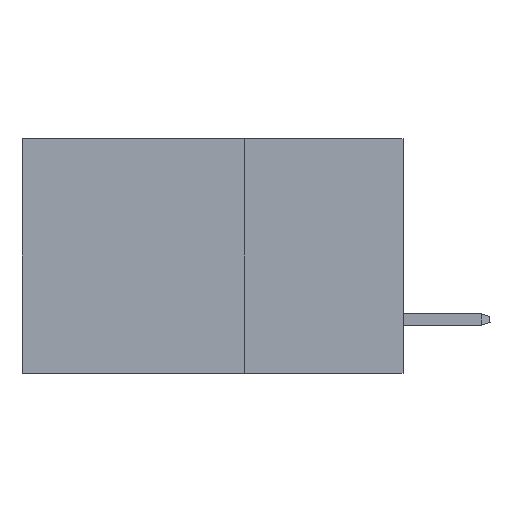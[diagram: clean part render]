
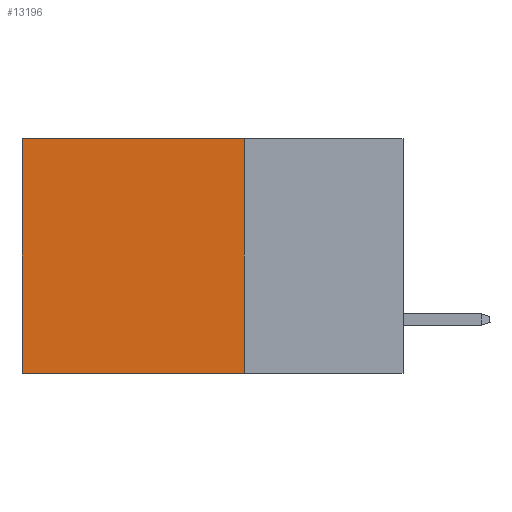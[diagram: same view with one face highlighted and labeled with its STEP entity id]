
A CAD part, left-side view. The second image highlights one B-rep face of the part: STEP entity #13196.
In plain terms, the highlighted planar face has unit normal (-1, 0, 0).
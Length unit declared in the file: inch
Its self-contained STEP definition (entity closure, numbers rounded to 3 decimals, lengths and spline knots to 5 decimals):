
#47 = DIRECTION ( 'NONE',  ( 0., 0., -1. ) ) ;
#246 = CARTESIAN_POINT ( 'NONE',  ( 0.2875, 0.25, 0. ) ) ;
#1471 = VECTOR ( 'NONE', #9234, 39.37008 ) ;
#2064 = AXIS2_PLACEMENT_3D ( 'NONE', #21206, #17793, #22837 ) ;
#2281 = ORIENTED_EDGE ( 'NONE', *, *, #4554, .F. ) ;
#2395 = EDGE_CURVE ( 'NONE', #20743, #8071, #18655, .T. ) ;
#3141 = PLANE ( 'NONE',  #2064 ) ;
#4257 = VECTOR ( 'NONE', #47, 39.37008 ) ;
#4554 = EDGE_CURVE ( 'NONE', #10124, #8071, #10967, .T. ) ;
#4650 = ORIENTED_EDGE ( 'NONE', *, *, #10759, .F. ) ;
#4874 = CARTESIAN_POINT ( 'NONE',  ( 0.2875, 0.6, -0.37 ) ) ;
#6910 = ORIENTED_EDGE ( 'NONE', *, *, #7360, .T. ) ;
#7353 = DIRECTION ( 'NONE',  ( 0., 1., 0. ) ) ;
#7360 = EDGE_CURVE ( 'NONE', #16149, #20743, #9342, .T. ) ;
#7992 = CARTESIAN_POINT ( 'NONE',  ( 0.2875, 0.6, 0. ) ) ;
#8071 = VERTEX_POINT ( 'NONE', #4874 ) ;
#8645 = VECTOR ( 'NONE', #7353, 39.37008 ) ;
#9234 = DIRECTION ( 'NONE',  ( 0., 1., 0. ) ) ;
#9342 = LINE ( 'NONE', #246, #8645 ) ;
#9424 = CARTESIAN_POINT ( 'NONE',  ( 0.2875, 0.25, -0.37 ) ) ;
#10124 = VERTEX_POINT ( 'NONE', #9424 ) ;
#10759 = EDGE_CURVE ( 'NONE', #16149, #10124, #12387, .T. ) ;
#10967 = LINE ( 'NONE', #14234, #1471 ) ;
#12387 = LINE ( 'NONE', #15885, #4257 ) ;
#13019 = ORIENTED_EDGE ( 'NONE', *, *, #2395, .T. ) ;
#13196 = ADVANCED_FACE ( 'NONE', ( #19217 ), #3141, .F. ) ;
#14234 = CARTESIAN_POINT ( 'NONE',  ( 0.2875, 0.25, -0.37 ) ) ;
#15579 = CARTESIAN_POINT ( 'NONE',  ( 0.2875, 0.25, 0. ) ) ;
#15885 = CARTESIAN_POINT ( 'NONE',  ( 0.2875, 0.25, 0. ) ) ;
#16149 = VERTEX_POINT ( 'NONE', #15579 ) ;
#17122 = DIRECTION ( 'NONE',  ( 0., 0., -1. ) ) ;
#17793 = DIRECTION ( 'NONE',  ( 1., 0., 0. ) ) ;
#18655 = LINE ( 'NONE', #22512, #21264 ) ;
#19217 = FACE_OUTER_BOUND ( 'NONE', #20018, .T. ) ;
#20018 = EDGE_LOOP ( 'NONE', ( #13019, #2281, #4650, #6910 ) ) ;
#20743 = VERTEX_POINT ( 'NONE', #7992 ) ;
#21206 = CARTESIAN_POINT ( 'NONE',  ( 0.2875, 0.25, 0. ) ) ;
#21264 = VECTOR ( 'NONE', #17122, 39.37008 ) ;
#22512 = CARTESIAN_POINT ( 'NONE',  ( 0.2875, 0.6, 0. ) ) ;
#22837 = DIRECTION ( 'NONE',  ( 0., 0., -1. ) ) ;
